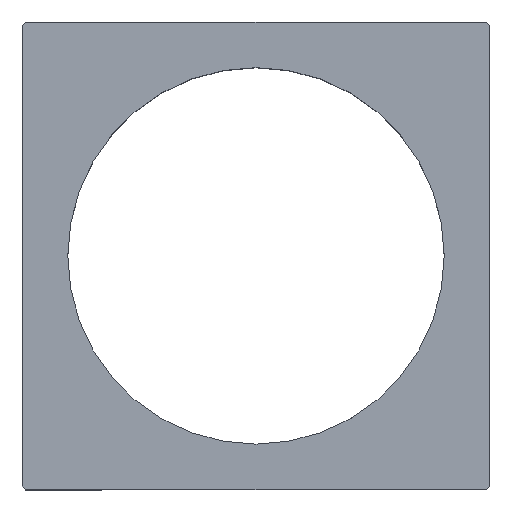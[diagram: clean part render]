
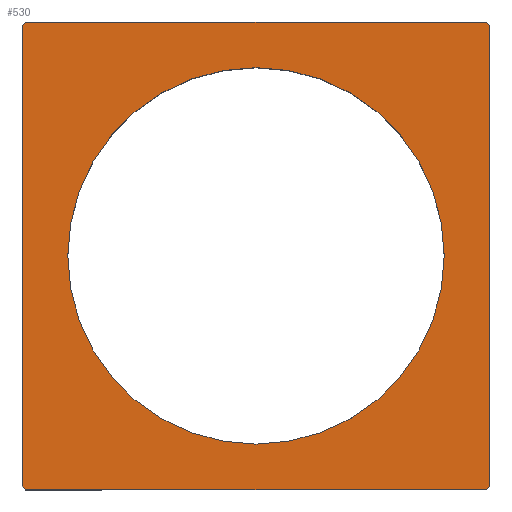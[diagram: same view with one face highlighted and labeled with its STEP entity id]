
A CAD part, top view. The second image highlights one B-rep face of the part: STEP entity #530.
In plain terms, the highlighted planar face has unit normal (0, 0, 1).
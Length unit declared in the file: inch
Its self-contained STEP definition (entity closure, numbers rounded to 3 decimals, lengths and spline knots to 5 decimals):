
#27 = LINE ( 'NONE', #458, #857 ) ;
#30 = EDGE_LOOP ( 'NONE', ( #437, #859, #980, #810, #323, #1018, #795, #379 ) ) ;
#37 = CARTESIAN_POINT ( 'NONE',  ( 0., 0., 0.375 ) ) ;
#39 = EDGE_CURVE ( 'NONE', #952, #212, #88, .T. ) ;
#54 = LINE ( 'NONE', #831, #893 ) ;
#60 = DIRECTION ( 'NONE',  ( -0.707, -0.707, 0. ) ) ;
#66 = LINE ( 'NONE', #196, #448 ) ;
#67 = CARTESIAN_POINT ( 'NONE',  ( 0.01, 0., 0.375 ) ) ;
#71 = PLANE ( 'NONE',  #720 ) ;
#88 = LINE ( 'NONE', #421, #508 ) ;
#118 = LINE ( 'NONE', #37, #833 ) ;
#132 = VERTEX_POINT ( 'NONE', #913 ) ;
#149 = CARTESIAN_POINT ( 'NONE',  ( 1.245, 0.01, 0.375 ) ) ;
#151 = CARTESIAN_POINT ( 'NONE',  ( 0., 0., 0.375 ) ) ;
#153 = EDGE_CURVE ( 'NONE', #809, #132, #940, .T. ) ;
#154 = LINE ( 'NONE', #800, #318 ) ;
#155 = DIRECTION ( 'NONE',  ( 0.707, -0.707, 0. ) ) ;
#170 = EDGE_CURVE ( 'NONE', #688, #1026, #54, .T. ) ;
#196 = CARTESIAN_POINT ( 'NONE',  ( 1.245, 0., 0.375 ) ) ;
#212 = VERTEX_POINT ( 'NONE', #361 ) ;
#231 = CARTESIAN_POINT ( 'NONE',  ( 1.235, 1.245, 0.375 ) ) ;
#232 = DIRECTION ( 'NONE',  ( 1., 0., 0. ) ) ;
#251 = EDGE_CURVE ( 'NONE', #472, #621, #66, .T. ) ;
#270 = EDGE_CURVE ( 'NONE', #367, #298, #118, .T. ) ;
#297 = DIRECTION ( 'NONE',  ( 0., 0., 1. ) ) ;
#298 = VERTEX_POINT ( 'NONE', #771 ) ;
#310 = EDGE_CURVE ( 'NONE', #132, #809, #695, .T. ) ;
#318 = VECTOR ( 'NONE', #155, 39.37008 ) ;
#323 = ORIENTED_EDGE ( 'NONE', *, *, #251, .T. ) ;
#361 = CARTESIAN_POINT ( 'NONE',  ( 0.01, 1.245, 0.375 ) ) ;
#364 = CARTESIAN_POINT ( 'NONE',  ( 0., 1.235, 0.375 ) ) ;
#367 = VERTEX_POINT ( 'NONE', #67 ) ;
#379 = ORIENTED_EDGE ( 'NONE', *, *, #407, .T. ) ;
#402 = CARTESIAN_POINT ( 'NONE',  ( 1.24, 1.24, 0.375 ) ) ;
#407 = EDGE_CURVE ( 'NONE', #212, #688, #27, .T. ) ;
#421 = CARTESIAN_POINT ( 'NONE',  ( 1.245, 1.245, 0.375 ) ) ;
#437 = ORIENTED_EDGE ( 'NONE', *, *, #170, .T. ) ;
#439 = DIRECTION ( 'NONE',  ( 0., 1., 0. ) ) ;
#446 = EDGE_CURVE ( 'NONE', #298, #472, #639, .T. ) ;
#448 = VECTOR ( 'NONE', #439, 39.37008 ) ;
#456 = AXIS2_PLACEMENT_3D ( 'NONE', #1009, #297, #864 ) ;
#458 = CARTESIAN_POINT ( 'NONE',  ( -0.6175, 0.6175, 0.375 ) ) ;
#472 = VERTEX_POINT ( 'NONE', #149 ) ;
#489 = DIRECTION ( 'NONE',  ( -1., 0., 0. ) ) ;
#498 = EDGE_CURVE ( 'NONE', #1026, #367, #154, .T. ) ;
#506 = FACE_BOUND ( 'NONE', #560, .T. ) ;
#508 = VECTOR ( 'NONE', #489, 39.37008 ) ;
#530 = ADVANCED_FACE ( 'NONE', ( #506, #777 ), #71, .T. ) ;
#560 = EDGE_LOOP ( 'NONE', ( #944, #967 ) ) ;
#579 = AXIS2_PLACEMENT_3D ( 'NONE', #908, #978, #821 ) ;
#621 = VERTEX_POINT ( 'NONE', #643 ) ;
#636 = CARTESIAN_POINT ( 'NONE',  ( 0.6175, -0.6175, 0.375 ) ) ;
#639 = LINE ( 'NONE', #636, #752 ) ;
#643 = CARTESIAN_POINT ( 'NONE',  ( 1.245, 1.235, 0.375 ) ) ;
#684 = DIRECTION ( 'NONE',  ( 1., 0., 0. ) ) ;
#688 = VERTEX_POINT ( 'NONE', #364 ) ;
#695 = CIRCLE ( 'NONE', #456, 0.501 ) ;
#711 = DIRECTION ( 'NONE',  ( 0., 0., 1. ) ) ;
#720 = AXIS2_PLACEMENT_3D ( 'NONE', #151, #711, #232 ) ;
#752 = VECTOR ( 'NONE', #1031, 39.37008 ) ;
#771 = CARTESIAN_POINT ( 'NONE',  ( 1.235, 0., 0.375 ) ) ;
#777 = FACE_OUTER_BOUND ( 'NONE', #30, .T. ) ;
#795 = ORIENTED_EDGE ( 'NONE', *, *, #39, .T. ) ;
#800 = CARTESIAN_POINT ( 'NONE',  ( 0.005, 0.005, 0.375 ) ) ;
#809 = VERTEX_POINT ( 'NONE', #943 ) ;
#810 = ORIENTED_EDGE ( 'NONE', *, *, #446, .T. ) ;
#811 = LINE ( 'NONE', #402, #888 ) ;
#821 = DIRECTION ( 'NONE',  ( 1., 0., 0. ) ) ;
#831 = CARTESIAN_POINT ( 'NONE',  ( 0., 1.245, 0.375 ) ) ;
#833 = VECTOR ( 'NONE', #684, 39.37008 ) ;
#857 = VECTOR ( 'NONE', #60, 39.37008 ) ;
#859 = ORIENTED_EDGE ( 'NONE', *, *, #498, .T. ) ;
#864 = DIRECTION ( 'NONE',  ( 1., 0., 0. ) ) ;
#888 = VECTOR ( 'NONE', #958, 39.37008 ) ;
#893 = VECTOR ( 'NONE', #988, 39.37008 ) ;
#908 = CARTESIAN_POINT ( 'NONE',  ( 0.6225, 0.6225, 0.375 ) ) ;
#913 = CARTESIAN_POINT ( 'NONE',  ( 0.1215, 0.6225, 0.375 ) ) ;
#940 = CIRCLE ( 'NONE', #579, 0.501 ) ;
#943 = CARTESIAN_POINT ( 'NONE',  ( 1.1235, 0.6225, 0.375 ) ) ;
#944 = ORIENTED_EDGE ( 'NONE', *, *, #153, .F. ) ;
#948 = CARTESIAN_POINT ( 'NONE',  ( 0., 0.01, 0.375 ) ) ;
#952 = VERTEX_POINT ( 'NONE', #231 ) ;
#958 = DIRECTION ( 'NONE',  ( -0.707, 0.707, 0. ) ) ;
#967 = ORIENTED_EDGE ( 'NONE', *, *, #310, .F. ) ;
#978 = DIRECTION ( 'NONE',  ( 0., 0., 1. ) ) ;
#980 = ORIENTED_EDGE ( 'NONE', *, *, #270, .T. ) ;
#988 = DIRECTION ( 'NONE',  ( 0., -1., 0. ) ) ;
#989 = EDGE_CURVE ( 'NONE', #621, #952, #811, .T. ) ;
#1009 = CARTESIAN_POINT ( 'NONE',  ( 0.6225, 0.6225, 0.375 ) ) ;
#1018 = ORIENTED_EDGE ( 'NONE', *, *, #989, .T. ) ;
#1026 = VERTEX_POINT ( 'NONE', #948 ) ;
#1031 = DIRECTION ( 'NONE',  ( 0.707, 0.707, 0. ) ) ;
